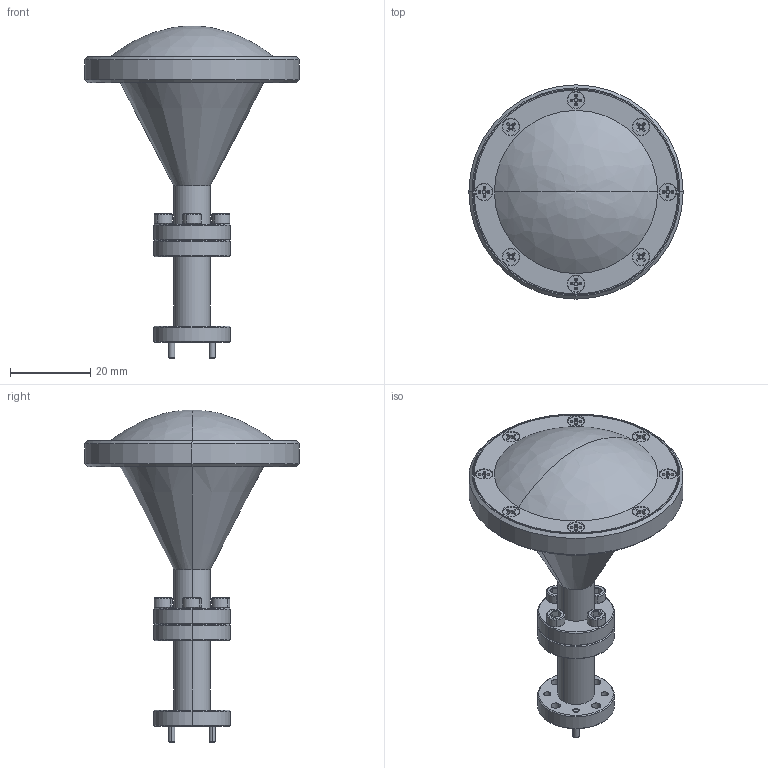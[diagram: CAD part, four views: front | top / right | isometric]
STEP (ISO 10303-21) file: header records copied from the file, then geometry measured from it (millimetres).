
FILE_DESCRIPTION (( 'STEP AP203' ), '1' );
FILE_NAME ('AL-RF30-A.STEP', '2023-06-06T23:23:56', ( '' ), ( '' ), 'SwSTEP 2.0', 'SolidWorks 2021', '' );
FILE_SCHEMA (( 'CONFIG_CONTROL_DESIGN' ));
Length unit declared in the file: inch
Products named in the file (1): AL-RF30-A
Bounding box: 53.34 x 53.34 x 82.64 mm (x, y, z)
Volume: 35895.5 mm3; surface area: 9937.4 mm2
Topology: 1 solids, 9 shells, 469 faces, 1150 edges, 735 vertices
Faces by surface type: plane 211, cone 146, cylinder 98, torus 8, bspline 6
Entity records: 14345 total; most frequent: CARTESIAN_POINT 3287, ORIENTED_EDGE 2296, DIRECTION 2260, EDGE_CURVE 1148, AXIS2_PLACEMENT_3D 870, VERTEX_POINT 735, EDGE_LOOP 535, LINE 520
